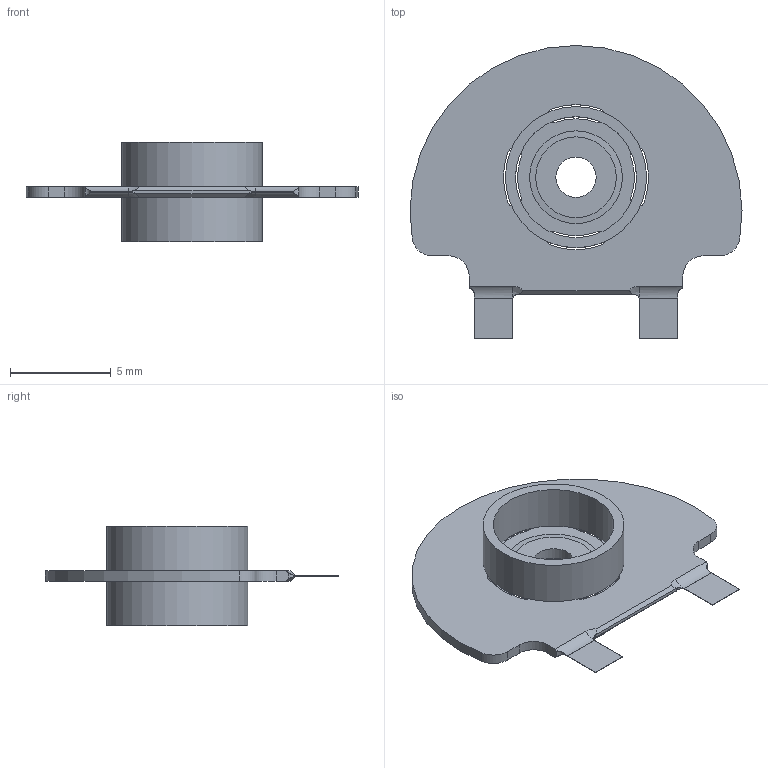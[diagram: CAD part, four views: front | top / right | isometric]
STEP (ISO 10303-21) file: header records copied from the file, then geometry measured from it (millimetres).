
FILE_DESCRIPTION(/* description */ (''),/* implementation_level */ '2;1');
FILE_NAME(/* name */ 'Accel_v7.stp',/* time_stamp */ '2021-11-13T15:59:23+03:00',/* author */ ('Dmitriam'),/* organization */ (''),/* preprocessor_version */ 'ST-DEVELOPER v17.2',/* originating_system */ 'Autodesk Inventor 2019',/* authorisation */ '');
FILE_SCHEMA (('AUTOMOTIVE_DESIGN { 1 0 10303 214 3 1 1 }'));
Length unit declared in the file: millimetre
Products named in the file (3): Accel_v7; SolidBody; PROVOD_PETR_155_0_05_1
Assembly tree (3 placements, depth 2):
  Accel_v7
    SolidBody
    PROVOD_PETR_155_0_05_1  x2
Bounding box: 16.47 x 14.53 x 4.91 mm (x, y, z)
Volume: 122.5 mm3; surface area: 579.5 mm2
Topology: 3 solids, 3 shells, 65 faces, 183 edges, 126 vertices
Faces by surface type: cylinder 34, plane 25, bspline 4, cone 2
Full cylindrical faces by diameter (mm): 2 x1, 6 x2, 7 x2
Entity records: 2345 total; most frequent: CARTESIAN_POINT 502, DIRECTION 367, ORIENTED_EDGE 346, EDGE_CURVE 173, AXIS2_PLACEMENT_3D 147, VERTEX_POINT 118, CIRCLE 84, EDGE_LOOP 75
